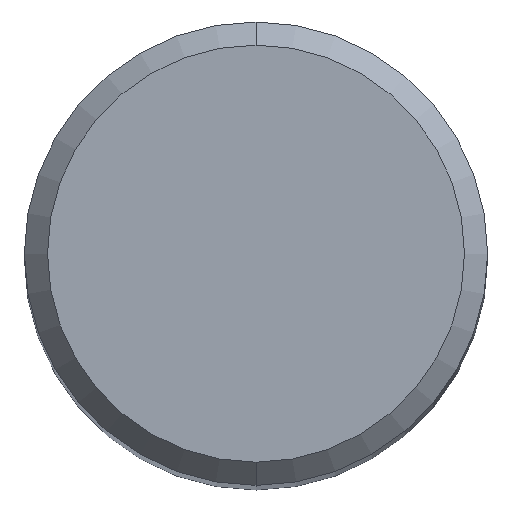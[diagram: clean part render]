
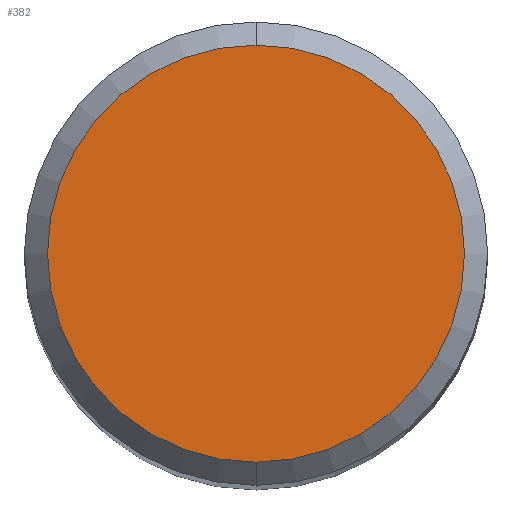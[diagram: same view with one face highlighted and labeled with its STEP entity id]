
A CAD part, top view. The second image highlights one B-rep face of the part: STEP entity #382.
In plain terms, the highlighted planar face has unit normal (0, 0, 1).
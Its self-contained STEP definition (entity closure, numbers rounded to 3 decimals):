
#210=EDGE_CURVE('',#290,#248,#517,.T.);
#242=EDGE_CURVE('',#248,#290,#552,.T.);
#248=VERTEX_POINT('',#558);
#290=VERTEX_POINT('',#602);
#382=ADVANCED_FACE('',(#702),#703,.T.);
#517=CIRCLE('',#895,5.4);
#552=CIRCLE('',#942,5.4);
#558=CARTESIAN_POINT('',(0.0,5.4,0.0));
#602=CARTESIAN_POINT('',(0.,-5.4,0.0));
#702=FACE_OUTER_BOUND('',#1344,.T.);
#703=PLANE('',#1345);
#895=AXIS2_PLACEMENT_3D('',#1549,#1550,#1551);
#942=AXIS2_PLACEMENT_3D('',#1582,#1583,#1584);
#1344=EDGE_LOOP('',(#1722,#1723));
#1345=AXIS2_PLACEMENT_3D('',#1724,#1725,#1726);
#1549=CARTESIAN_POINT('',(0.0,0.0,0.0));
#1550=DIRECTION('',(0.0,0.0,-1.0));
#1551=DIRECTION('',(0.0,1.0,0.0));
#1582=CARTESIAN_POINT('',(0.0,0.0,0.0));
#1583=DIRECTION('',(0.0,0.0,-1.0));
#1584=DIRECTION('',(0.0,1.0,0.0));
#1722=ORIENTED_EDGE('',*,*,#242,.F.);
#1723=ORIENTED_EDGE('',*,*,#210,.F.);
#1724=CARTESIAN_POINT('',(0.0,2.7,0.0));
#1725=DIRECTION('',(-0.0,0.0,1.0));
#1726=DIRECTION('',(0.0,-1.0,0.0));
